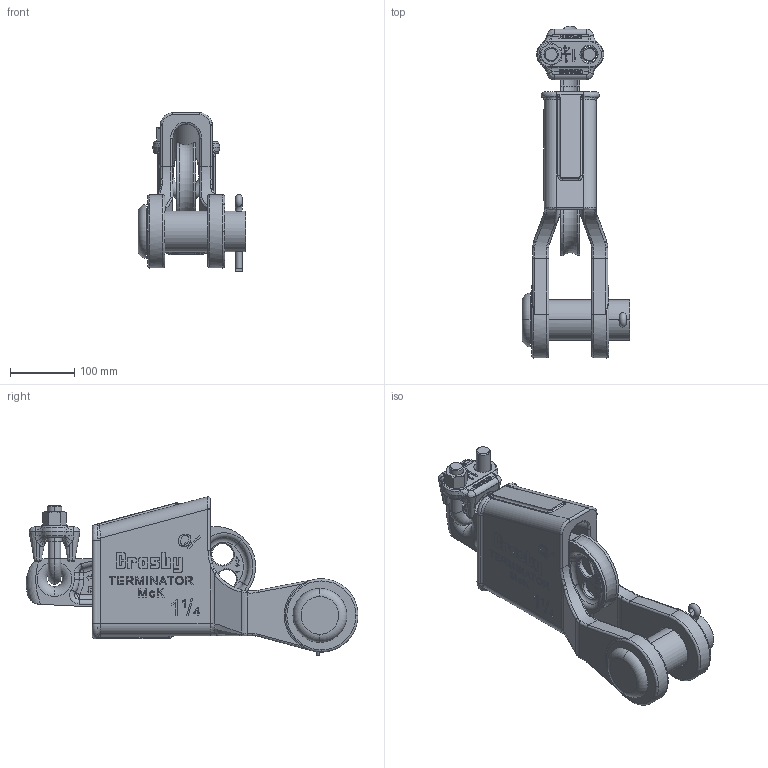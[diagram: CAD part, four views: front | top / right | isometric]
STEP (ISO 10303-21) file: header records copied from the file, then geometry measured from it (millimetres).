
FILE_DESCRIPTION((''),'2;1');
FILE_NAME('CROSBY_421T_125_SW0001','2003-11-06T',('adoughty'),('The Crosby Group, Inc.'),'PRO/ENGINEER BY PARAMETRIC TECHNOLOGY CORPORATION, 2001150','PRO/ENGINEER BY PARAMETRIC TECHNOLOGY CORPORATION, 2001150','');
FILE_SCHEMA(('CONFIG_CONTROL_DESIGN'));
Length unit declared in the file: inch
Products named in the file (1): CROSBY_421T_125_SW0001
Bounding box: 168.15 x 518.16 x 247.45 mm (x, y, z)
Volume: 4005207.8 mm3; surface area: 479761.8 mm2
Topology: 6 solids, 6 shells, 1857 faces, 4866 edges, 3149 vertices
Faces by surface type: plane 1213, extrusion 193, cylinder 171, bspline 128, torus 104, cone 42, sphere 6
Entity records: 71303 total; most frequent: CARTESIAN_POINT 27133, ORIENTED_EDGE 9732, DIRECTION 7956, EDGE_CURVE 4866, VECTOR 3548, LINE 3355, VERTEX_POINT 3149, AXIS2_PLACEMENT_3D 2204
